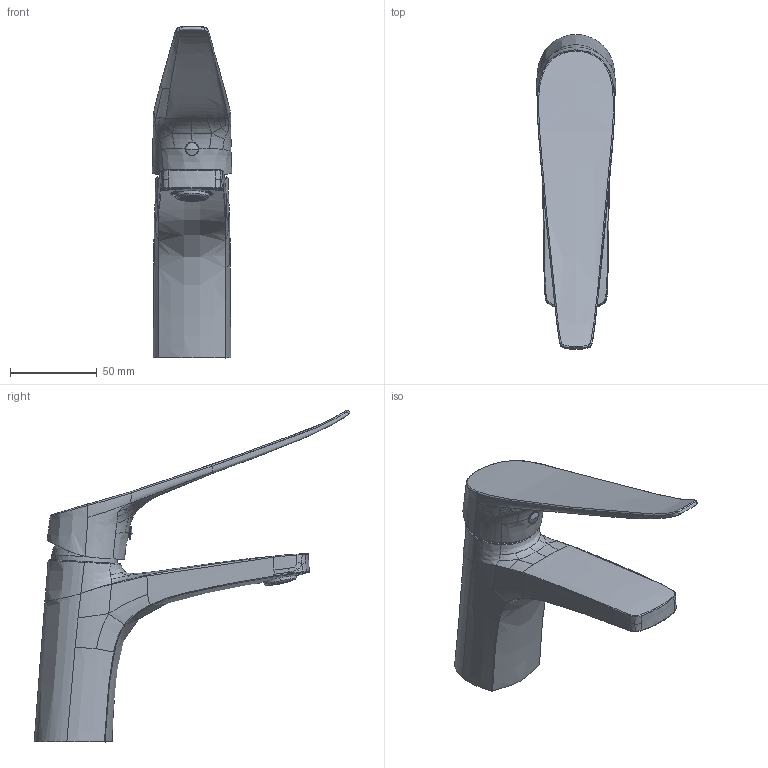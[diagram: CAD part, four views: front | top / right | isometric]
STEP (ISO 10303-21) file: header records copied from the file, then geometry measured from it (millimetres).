
FILE_DESCRIPTION(/* description */ (''),/* implementation_level */ '2;1');
FILE_NAME(/* name */ 'STEP - 163930000CB_2218302',/* time_stamp */ '2025-08-04T16:26:11+10:00',/* author */ (''),/* organization */ (''),/* preprocessor_version */ 'ST-DEVELOPER v16.5',/* originating_system */ 'Rhino 7.37',/* authorisation */ '');
FILE_SCHEMA (('AUTOMOTIVE_DESIGN'));
Length unit declared in the file: millimetre
Products named in the file (1): Document
Bounding box: 45.94 x 182.29 x 191.83 mm (x, y, z)
Volume: 167975.2 mm3; surface area: 103695.5 mm2
Topology: 17 solids, 17 shells, 1884 faces, 4696 edges, 2956 vertices
Faces by surface type: plane 1137, bspline 498, cylinder 249
Entity records: 93175 total; most frequent: CARTESIAN_POINT 61941, ORIENTED_EDGE 9356, EDGE_CURVE 4678, B_SPLINE_CURVE_WITH_KNOTS 3824, VERTEX_POINT 2956, EDGE_LOOP 2040, ADVANCED_FACE 1884, FACE_OUTER_BOUND 1884
